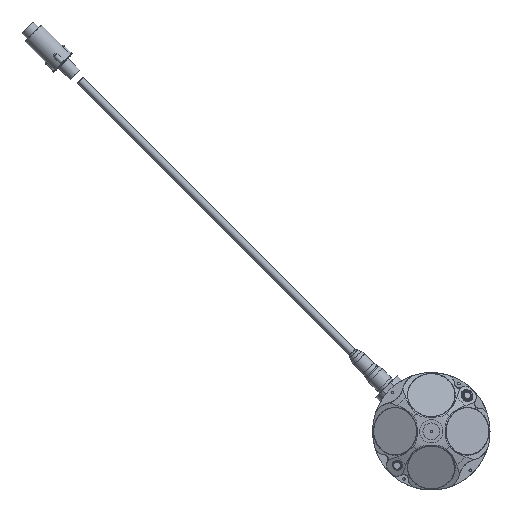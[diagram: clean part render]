
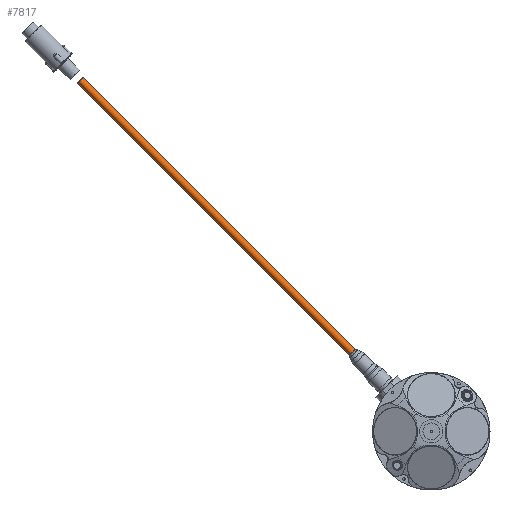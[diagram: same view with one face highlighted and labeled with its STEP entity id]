
A CAD part, front view. The second image highlights one B-rep face of the part: STEP entity #7817.
In plain terms, the highlighted cylindrical face has radius 3.65 mm (diameter 7.3 mm), a full revolution.
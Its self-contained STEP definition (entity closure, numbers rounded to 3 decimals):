
#665=LINE('',#15117,#978);
#978=VECTOR('',#10955,3.65);
#1187=CYLINDRICAL_SURFACE('',#8786,3.65);
#1671=FACE_OUTER_BOUND('',#2188,.T.);
#2188=EDGE_LOOP('',(#6542,#6543,#6544,#6545,#6546));
#2748=CIRCLE('',#8787,3.65);
#2749=CIRCLE('',#8788,3.65);
#2750=CIRCLE('',#8789,3.65);
#3466=VERTEX_POINT('',#15113);
#3467=VERTEX_POINT('',#15114);
#3468=VERTEX_POINT('',#15116);
#4510=EDGE_CURVE('',#3466,#3467,#2748,.T.);
#4511=EDGE_CURVE('',#3467,#3468,#665,.T.);
#4512=EDGE_CURVE('',#3468,#3468,#2749,.T.);
#4513=EDGE_CURVE('',#3467,#3466,#2750,.T.);
#6542=ORIENTED_EDGE('',*,*,#4510,.T.);
#6543=ORIENTED_EDGE('',*,*,#4511,.T.);
#6544=ORIENTED_EDGE('',*,*,#4512,.T.);
#6545=ORIENTED_EDGE('',*,*,#4511,.F.);
#6546=ORIENTED_EDGE('',*,*,#4513,.T.);
#7817=ADVANCED_FACE('',(#1671),#1187,.T.);
#8786=AXIS2_PLACEMENT_3D('',#15112,#10951,#10952);
#8787=AXIS2_PLACEMENT_3D('',#15115,#10953,#10954);
#8788=AXIS2_PLACEMENT_3D('',#15118,#10956,#10957);
#8789=AXIS2_PLACEMENT_3D('',#15119,#10958,#10959);
#10951=DIRECTION('center_axis',(0.707,0.,
-0.707));
#10952=DIRECTION('ref_axis',(-0.645,0.408,-0.645));
#10953=DIRECTION('center_axis',(-0.707,0.,
0.707));
#10954=DIRECTION('ref_axis',(-0.645,0.408,-0.645));
#10955=DIRECTION('',(-0.707,0.,0.707));
#10956=DIRECTION('center_axis',(0.707,0.,
-0.707));
#10957=DIRECTION('ref_axis',(-0.289,-0.913,-0.289));
#10958=DIRECTION('center_axis',(-0.707,0.,
0.707));
#10959=DIRECTION('ref_axis',(-0.645,0.408,-0.645));
#15112=CARTESIAN_POINT('Origin',(-191.449,-30.,191.449));
#15113=CARTESIAN_POINT('',(-74.069,-30.,79.231));
#15114=CARTESIAN_POINT('',(-74.294,-31.491,79.006));
#15115=CARTESIAN_POINT('Origin',(-76.65,-30.,76.65));
#15116=CARTESIAN_POINT('',(-338.47,-31.491,343.181));
#15117=CARTESIAN_POINT('',(-189.093,-31.491,193.805));
#15118=CARTESIAN_POINT('Origin',(-340.825,-30.,340.825));
#15119=CARTESIAN_POINT('Origin',(-76.65,-30.,76.65));
